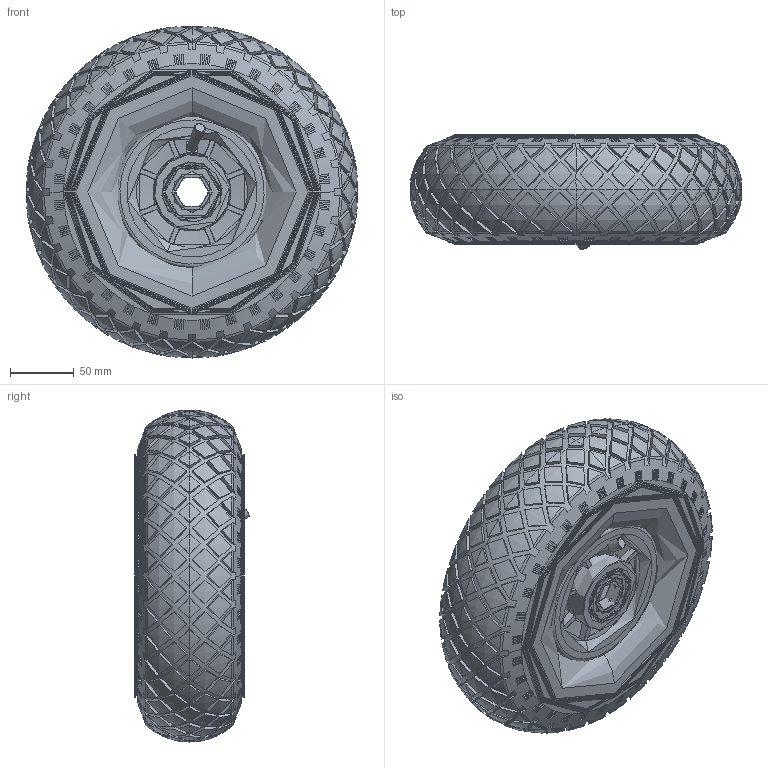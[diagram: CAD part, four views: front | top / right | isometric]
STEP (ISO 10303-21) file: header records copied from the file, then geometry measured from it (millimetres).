
FILE_DESCRIPTION(('STEP AP214'),'1');
FILE_NAME('BZWPPB2602544DE.STEP','2022-11-14T08:59:40',(' '),(' '),'Spatial InterOp 3D',' ',' ');
FILE_SCHEMA(('AUTOMOTIVE_DESIGN { 1 0 10303 214 1 1 1 1 }'));
Length unit declared in the file: metre
Products named in the file (20): PNEUMATIC TYRE & INNER TUBE; TYRE; VALVE; CAP; INNER TUBE; TYRETUBE2604DECON; BZWPPB2602544DE; RIM300X4PLRED6204X75; POLYPROPYLENE RIM; BEARING6005X12; INNER; OUTER; BALL BEARINGS; Component2; MIDDLE; RUBBER; BEARING6005X1
Assembly tree (42 placements, depth 5):
  BZWPPB2602544DE
    TYRETUBE2604DECON
      PNEUMATIC TYRE & INNER TUBE
        TYRE
        VALVE
        CAP
        INNER TUBE
    RIM300X4PLRED6204X75
      POLYPROPYLENE RIM
    BEARING6005X1
      BEARING6005X12
        INNER
        OUTER
        BALL BEARINGS
          Component2  x10
        MIDDLE
        RUBBER
    BEARING6005X1
      BEARING6005X12
        INNER
        OUTER
        BALL BEARINGS
          Component2  x10
        MIDDLE
        RUBBER
Bounding box: 259.94 x 89.86 x 260 mm (x, y, z)
Volume: 3152594.3 mm3; surface area: 508372.3 mm2
Topology: 35 solids, 35 shells, 3367 faces, 9528 edges, 6344 vertices
Faces by surface type: bspline 1141, extrusion 768, torus 407, plane 344, cone 310, cylinder 274, sphere 123
Entity records: 334340 total; most frequent: CARTESIAN_POINT 269941, ORIENTED_EDGE 16516, EDGE_CURVE 8258, DIRECTION 7832, VERTEX_POINT 5550, B_SPLINE_CURVE_WITH_KNOTS 4975, EDGE_LOOP 3110, ADVANCED_FACE 2901
